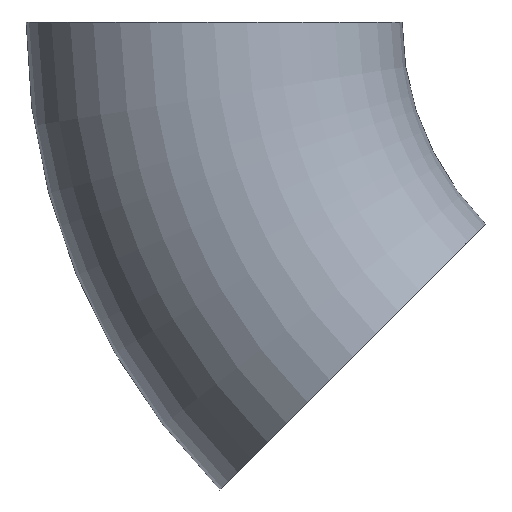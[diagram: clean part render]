
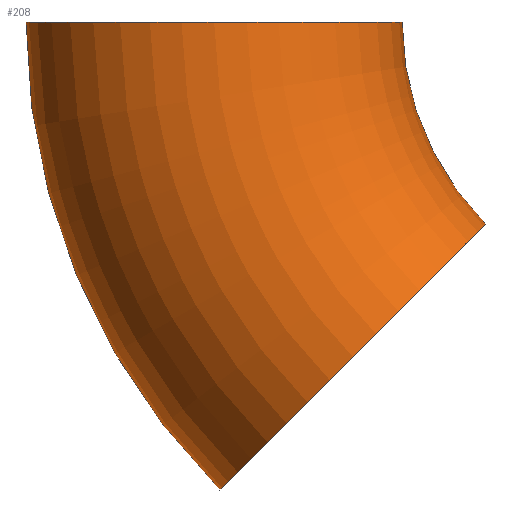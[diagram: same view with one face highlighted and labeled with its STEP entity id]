
A CAD part, front view. The second image highlights one B-rep face of the part: STEP entity #208.
In plain terms, the highlighted toroidal (fillet/blend) face has major radius 76 mm and minor radius 30.15 mm.
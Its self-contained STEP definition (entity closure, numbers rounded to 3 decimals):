
#1 = AXIS2_PLACEMENT_3D ( 'NONE', #16, #253, #236 ) ;
#3 = EDGE_CURVE ( 'NONE', #171, #188, #38, .T. ) ;
#8 = CARTESIAN_POINT ( 'NONE',  ( 0., 0., 0. ) ) ;
#16 = CARTESIAN_POINT ( 'NONE',  ( 0., 0., 0. ) ) ;
#38 = CIRCLE ( 'NONE', #87, 30.15 ) ;
#46 = DIRECTION ( 'NONE',  ( 0., 0., 1. ) ) ;
#47 = DIRECTION ( 'NONE',  ( 0., 1., 0. ) ) ;
#48 = TOROIDAL_SURFACE ( 'NONE', #67, 76., 30.15 ) ;
#51 = CARTESIAN_POINT ( 'NONE',  ( -53.74, 0., -53.74 ) ) ;
#58 = ORIENTED_EDGE ( 'NONE', *, *, #235, .F. ) ;
#66 = DIRECTION ( 'NONE',  ( 0., 0., 1. ) ) ;
#67 = AXIS2_PLACEMENT_3D ( 'NONE', #146, #145, #46 ) ;
#68 = FACE_OUTER_BOUND ( 'NONE', #200, .T. ) ;
#71 = ORIENTED_EDGE ( 'NONE', *, *, #80, .T. ) ;
#78 = CARTESIAN_POINT ( 'NONE',  ( -76., 0., 0. ) ) ;
#80 = EDGE_CURVE ( 'NONE', #116, #188, #246, .T. ) ;
#87 = AXIS2_PLACEMENT_3D ( 'NONE', #78, #201, #139 ) ;
#89 = CIRCLE ( 'NONE', #241, 106.15 ) ;
#90 = ORIENTED_EDGE ( 'NONE', *, *, #3, .F. ) ;
#101 = CIRCLE ( 'NONE', #179, 30.15 ) ;
#104 = CARTESIAN_POINT ( 'NONE',  ( -45.85, 0., 0. ) ) ;
#108 = DIRECTION ( 'NONE',  ( 0.707, 0., 0.707 ) ) ;
#116 = VERTEX_POINT ( 'NONE', #199 ) ;
#139 = DIRECTION ( 'NONE',  ( 1., 0., 0. ) ) ;
#145 = DIRECTION ( 'NONE',  ( 0., 1., 0. ) ) ;
#146 = CARTESIAN_POINT ( 'NONE',  ( 0., 0., 0. ) ) ;
#154 = EDGE_CURVE ( 'NONE', #222, #116, #101, .T. ) ;
#162 = CARTESIAN_POINT ( 'NONE',  ( -75.059, 0., -75.059 ) ) ;
#165 = CARTESIAN_POINT ( 'NONE',  ( -106.15, 0., 0. ) ) ;
#171 = VERTEX_POINT ( 'NONE', #165 ) ;
#179 = AXIS2_PLACEMENT_3D ( 'NONE', #51, #224, #108 ) ;
#188 = VERTEX_POINT ( 'NONE', #104 ) ;
#199 = CARTESIAN_POINT ( 'NONE',  ( -32.421, 0., -32.421 ) ) ;
#200 = EDGE_LOOP ( 'NONE', ( #58, #233, #71, #90 ) ) ;
#201 = DIRECTION ( 'NONE',  ( 0., 0., 1. ) ) ;
#208 = ADVANCED_FACE ( 'NONE', ( #68 ), #48, .T. ) ;
#222 = VERTEX_POINT ( 'NONE', #162 ) ;
#224 = DIRECTION ( 'NONE',  ( -0.707, 0., 0.707 ) ) ;
#233 = ORIENTED_EDGE ( 'NONE', *, *, #154, .T. ) ;
#235 = EDGE_CURVE ( 'NONE', #222, #171, #89, .T. ) ;
#236 = DIRECTION ( 'NONE',  ( 0., 0., 1. ) ) ;
#241 = AXIS2_PLACEMENT_3D ( 'NONE', #8, #47, #66 ) ;
#246 = CIRCLE ( 'NONE', #1, 45.85 ) ;
#253 = DIRECTION ( 'NONE',  ( 0., 1., 0. ) ) ;
